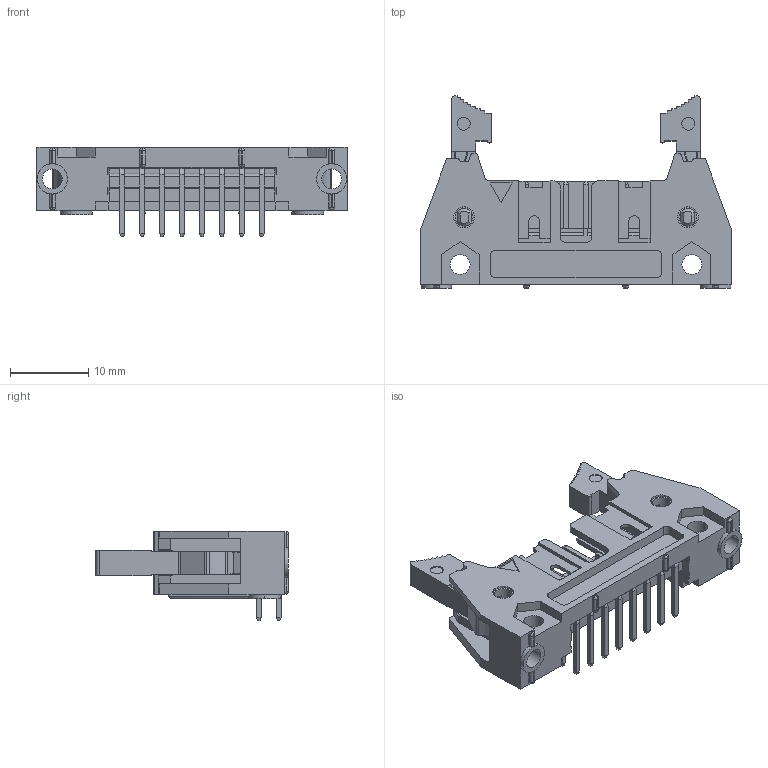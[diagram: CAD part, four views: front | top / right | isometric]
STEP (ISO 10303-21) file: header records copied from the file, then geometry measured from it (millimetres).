
FILE_DESCRIPTION (( 'STEP AP214' ), '1' );
FILE_NAME ('N3408-5202RB.STEP', '2020-02-22T01:41:21', ( '' ), ( '' ), 'SwSTEP 2.0', 'SolidWorks 2017', '' );
FILE_SCHEMA (( 'AUTOMOTIVE_DESIGN' ));
Length unit declared in the file: inch
Products named in the file (1): N3408-5202RB
Bounding box: 39.62 x 24.64 x 11.48 mm (x, y, z)
Volume: 2573.2 mm3; surface area: 4464.6 mm2
Topology: 35 solids, 35 shells, 964 faces, 2454 edges, 1569 vertices
Faces by surface type: plane 719, cylinder 209, torus 20, cone 16
Entity records: 29179 total; most frequent: CARTESIAN_POINT 5152, ORIENTED_EDGE 4908, DIRECTION 4819, EDGE_CURVE 2454, LINE 1931, VECTOR 1931, VERTEX_POINT 1569, AXIS2_PLACEMENT_3D 1444
